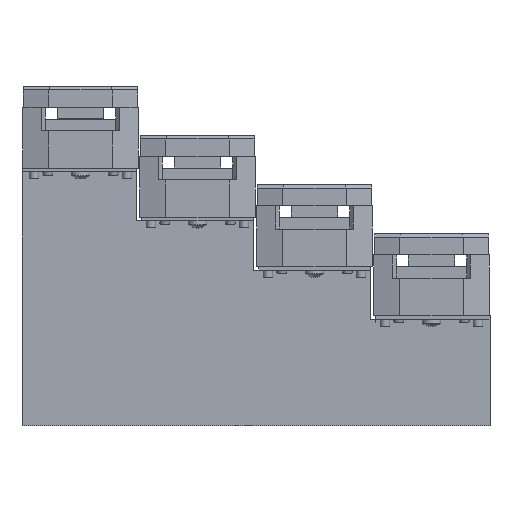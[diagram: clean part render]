
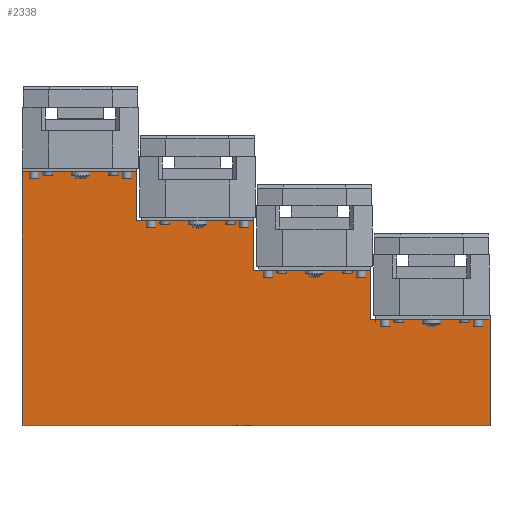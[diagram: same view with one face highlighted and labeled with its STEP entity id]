
A CAD part, left-side view. The second image highlights one B-rep face of the part: STEP entity #2338.
In plain terms, the highlighted planar face has unit normal (-1, 0, 0).
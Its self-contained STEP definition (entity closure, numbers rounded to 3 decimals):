
#2338=ADVANCED_FACE('',(#4347),#4348,.T.);
#4347=FACE_OUTER_BOUND('',#6224,.T.);
#4348=PLANE('',#6225);
#6224=EDGE_LOOP('',(#11509,#11510,#11511,#11512,#11513,#11514,#11515,#11516,#11517,#11518,#11519,#11520,#11521,#11522,#11523,#11524));
#6225=AXIS2_PLACEMENT_3D('',#11525,#11526,#11527);
#11509=ORIENTED_EDGE('',*,*,#13553,.F.);
#11510=ORIENTED_EDGE('',*,*,#13600,.F.);
#11511=ORIENTED_EDGE('',*,*,#13609,.T.);
#11512=ORIENTED_EDGE('',*,*,#13611,.T.);
#11513=ORIENTED_EDGE('',*,*,#13528,.F.);
#11514=ORIENTED_EDGE('',*,*,#13651,.F.);
#11515=ORIENTED_EDGE('',*,*,#13646,.T.);
#11516=ORIENTED_EDGE('',*,*,#13649,.T.);
#11517=ORIENTED_EDGE('',*,*,#13594,.T.);
#11518=ORIENTED_EDGE('',*,*,#13592,.F.);
#11519=ORIENTED_EDGE('',*,*,#13588,.F.);
#11520=ORIENTED_EDGE('',*,*,#13629,.F.);
#11521=ORIENTED_EDGE('',*,*,#13635,.T.);
#11522=ORIENTED_EDGE('',*,*,#13580,.F.);
#11523=ORIENTED_EDGE('',*,*,#13618,.F.);
#11524=ORIENTED_EDGE('',*,*,#13624,.T.);
#11525=CARTESIAN_POINT('',(18.5,0.0,1.55));
#11526=DIRECTION('',(-1.0,0.0,0.0));
#11527=DIRECTION('',(0.0,0.0,1.0));
#13528=EDGE_CURVE('',#16501,#16496,#16503,.T.);
#13553=EDGE_CURVE('',#16533,#16536,#16537,.T.);
#13580=EDGE_CURVE('',#16582,#16584,#16585,.T.);
#13588=EDGE_CURVE('',#16594,#16596,#16597,.T.);
#13592=EDGE_CURVE('',#16596,#16600,#16602,.T.);
#13594=EDGE_CURVE('',#16604,#16600,#16605,.T.);
#13600=EDGE_CURVE('',#16612,#16533,#16614,.T.);
#13609=EDGE_CURVE('',#16612,#16624,#16626,.T.);
#13611=EDGE_CURVE('',#16624,#16496,#16628,.T.);
#13618=EDGE_CURVE('',#16637,#16582,#16639,.T.);
#13624=EDGE_CURVE('',#16637,#16536,#16645,.T.);
#13629=EDGE_CURVE('',#16651,#16594,#16653,.T.);
#13635=EDGE_CURVE('',#16651,#16584,#16659,.T.);
#13646=EDGE_CURVE('',#16675,#16673,#16676,.T.);
#13649=EDGE_CURVE('',#16673,#16604,#16679,.T.);
#13651=EDGE_CURVE('',#16675,#16501,#16681,.T.);
#16496=VERTEX_POINT('',#20457);
#16501=VERTEX_POINT('',#20464);
#16503=LINE('',#20467,#20468);
#16533=VERTEX_POINT('',#20508);
#16536=VERTEX_POINT('',#20512);
#16537=LINE('',#20513,#20514);
#16582=VERTEX_POINT('',#20581);
#16584=VERTEX_POINT('',#20584);
#16585=LINE('',#20585,#20586);
#16594=VERTEX_POINT('',#20599);
#16596=VERTEX_POINT('',#20602);
#16597=LINE('',#20603,#20604);
#16600=VERTEX_POINT('',#20608);
#16602=LINE('',#20611,#20612);
#16604=VERTEX_POINT('',#20614);
#16605=LINE('',#20615,#20616);
#16612=VERTEX_POINT('',#20626);
#16614=LINE('',#20629,#20630);
#16624=VERTEX_POINT('',#20644);
#16626=LINE('',#20647,#20648);
#16628=LINE('',#20650,#20651);
#16637=VERTEX_POINT('',#20664);
#16639=LINE('',#20667,#20668);
#16645=LINE('',#20676,#20677);
#16651=VERTEX_POINT('',#20685);
#16653=LINE('',#20688,#20689);
#16659=LINE('',#20697,#20698);
#16673=VERTEX_POINT('',#20718);
#16675=VERTEX_POINT('',#20721);
#16676=LINE('',#20722,#20723);
#16679=LINE('',#20727,#20728);
#16681=LINE('',#20730,#20731);
#20457=CARTESIAN_POINT('',(18.5,200.0,0.0));
#20464=CARTESIAN_POINT('',(18.5,0.0,0.0));
#20467=CARTESIAN_POINT('',(18.5,0.0,0.0));
#20468=VECTOR('',#22984,1.0);
#20508=CARTESIAN_POINT('',(18.5,151.25,87.5));
#20512=CARTESIAN_POINT('',(18.5,148.75,87.5));
#20513=CARTESIAN_POINT('',(18.5,153.75,87.5));
#20514=VECTOR('',#23008,1.0);
#20581=CARTESIAN_POINT('',(18.5,101.25,66.5));
#20584=CARTESIAN_POINT('',(18.5,98.75,66.5));
#20585=CARTESIAN_POINT('',(18.5,103.75,66.5));
#20586=VECTOR('',#23032,1.0);
#20599=CARTESIAN_POINT('',(18.5,51.25,45.5));
#20602=CARTESIAN_POINT('',(18.5,49.0,45.5));
#20603=CARTESIAN_POINT('',(18.5,54.0,45.5));
#20604=VECTOR('',#23038,1.0);
#20608=CARTESIAN_POINT('',(18.5,49.0,43.9));
#20611=CARTESIAN_POINT('',(18.5,49.0,27.75));
#20612=VECTOR('',#23041,1.0);
#20614=CARTESIAN_POINT('',(18.5,48.75,43.9));
#20615=CARTESIAN_POINT('',(18.5,0.0,43.9));
#20616=VECTOR('',#23042,1.0);
#20626=CARTESIAN_POINT('',(18.5,151.25,108.5));
#20629=CARTESIAN_POINT('',(18.5,151.25,108.5));
#20630=VECTOR('',#23047,1.0);
#20644=CARTESIAN_POINT('',(18.5,200.0,108.5));
#20647=CARTESIAN_POINT('',(18.5,151.25,108.5));
#20648=VECTOR('',#23053,1.0);
#20650=CARTESIAN_POINT('',(18.5,200.0,43.9));
#20651=VECTOR('',#23054,1.0);
#20664=CARTESIAN_POINT('',(18.5,101.25,87.5));
#20667=CARTESIAN_POINT('',(18.5,101.25,87.5));
#20668=VECTOR('',#23060,1.0);
#20676=CARTESIAN_POINT('',(18.5,101.25,87.5));
#20677=VECTOR('',#23063,1.0);
#20685=CARTESIAN_POINT('',(18.5,51.25,66.5));
#20688=CARTESIAN_POINT('',(18.5,51.25,66.5));
#20689=VECTOR('',#23067,1.0);
#20697=CARTESIAN_POINT('',(18.5,51.25,66.5));
#20698=VECTOR('',#23070,1.0);
#20718=CARTESIAN_POINT('',(18.5,48.75,45.5));
#20721=CARTESIAN_POINT('',(18.5,0.0,45.5));
#20722=CARTESIAN_POINT('',(18.5,0.0,45.5));
#20723=VECTOR('',#23078,1.0);
#20727=CARTESIAN_POINT('',(18.5,48.75,45.5));
#20728=VECTOR('',#23080,1.0);
#20730=CARTESIAN_POINT('',(18.5,0.0,43.9));
#20731=VECTOR('',#23081,1.0);
#22984=DIRECTION('',(0.0,1.0,0.0));
#23008=DIRECTION('',(0.0,-1.0,0.0));
#23032=DIRECTION('',(0.0,-1.0,0.0));
#23038=DIRECTION('',(0.0,-1.0,0.0));
#23041=DIRECTION('',(0.0,0.0,-1.0));
#23042=DIRECTION('',(0.0,1.0,0.0));
#23047=DIRECTION('',(0.0,0.0,-1.0));
#23053=DIRECTION('',(0.0,1.0,0.0));
#23054=DIRECTION('',(0.0,0.0,-1.0));
#23060=DIRECTION('',(0.0,0.0,-1.0));
#23063=DIRECTION('',(0.0,1.0,0.0));
#23067=DIRECTION('',(0.0,0.0,-1.0));
#23070=DIRECTION('',(0.0,1.0,0.0));
#23078=DIRECTION('',(0.0,1.0,0.0));
#23080=DIRECTION('',(0.0,0.0,-1.0));
#23081=DIRECTION('',(0.0,0.0,-1.0));
